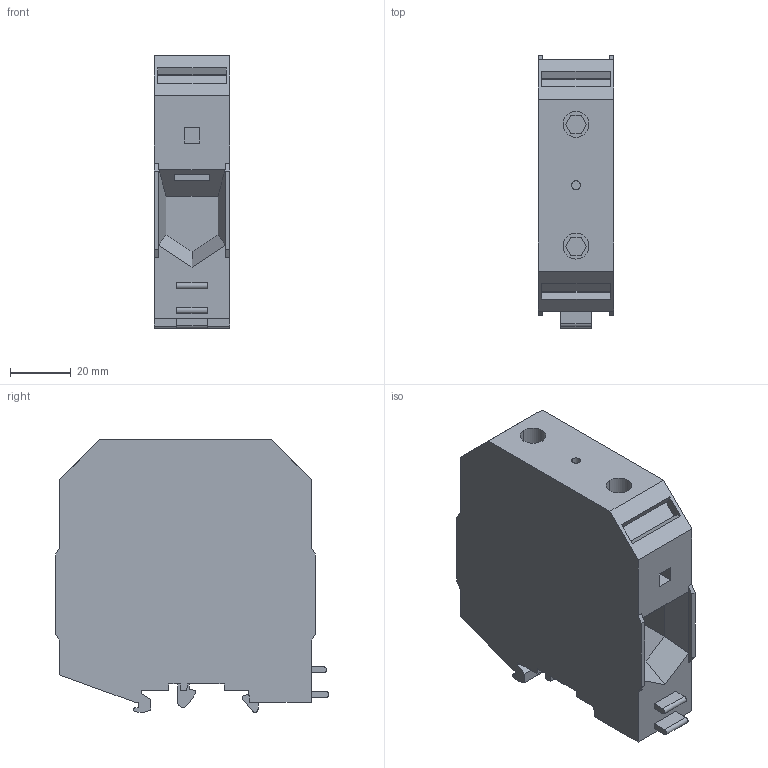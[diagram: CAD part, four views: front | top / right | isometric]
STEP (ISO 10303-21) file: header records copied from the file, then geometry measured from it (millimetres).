
FILE_DESCRIPTION(('Creo Elements/Direct Modeling STEP Export'),'2;1');
FILE_NAME('model.stp','2020-05-21T13:56:38',(''),(''),'Creo Elements/Direct Modeling STEP processor for AP214 (Solid Model)','Creo Elements/Direct Modeling 20.1A 29-Sep-2018 (C) Parametric Technology GmbH','');
FILE_SCHEMA(('AUTOMOTIVE_DESIGN { 1 0 10303 214 1 1 1 1 }'));
Length unit declared in the file: millimetre
Products named in the file (2): UKH_95_1500V_BU-select
Assembly tree (1 placements, depth 2):
  UKH_95_1500V_BU-select
    UKH_95_1500V_BU-select
Bounding box: 25 x 90.07 x 89.8 mm (x, y, z)
Volume: 141627.8 mm3; surface area: 30082.1 mm2
Topology: 1 solids, 1 shells, 156 faces, 410 edges, 271 vertices
Faces by surface type: plane 143, cylinder 13
Entity records: 5881 total; most frequent: ORIENTED_EDGE 820, CARTESIAN_POINT 809, DIRECTION 706, EDGE_CURVE 410, VECTOR 370, LINE 370, VERTEX_POINT 271, EDGE_LOOP 171
